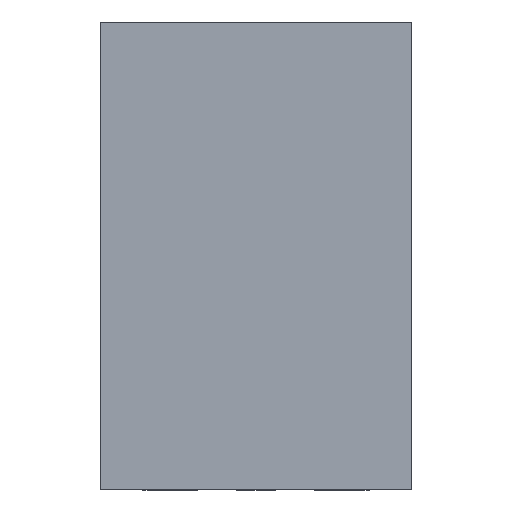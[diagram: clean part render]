
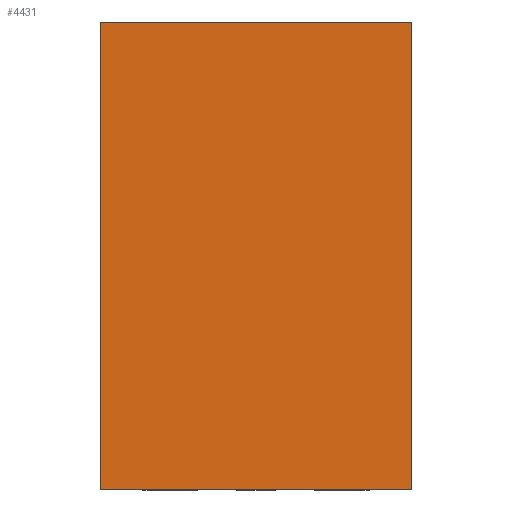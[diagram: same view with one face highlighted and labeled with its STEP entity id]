
A CAD part, top view. The second image highlights one B-rep face of the part: STEP entity #4431.
In plain terms, the highlighted face is planar.
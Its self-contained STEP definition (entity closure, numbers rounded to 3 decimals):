
#3405=DIRECTION('',(0.,0.,1.));
#3406=VECTOR('',#3405,3.);
#3407=CARTESIAN_POINT('',(-1.,0.975,-1.5));
#3408=LINE('',#3407,#3406);
#3412=DIRECTION('',(-1.,0.,0.));
#3413=VECTOR('',#3412,2.);
#3414=CARTESIAN_POINT('',(1.,0.975,-1.5));
#3415=LINE('',#3414,#3413);
#3419=DIRECTION('',(0.,0.,-1.));
#3420=VECTOR('',#3419,3.);
#3421=CARTESIAN_POINT('',(1.,0.975,1.5));
#3422=LINE('',#3421,#3420);
#3426=DIRECTION('',(1.,0.,0.));
#3427=VECTOR('',#3426,2.);
#3428=CARTESIAN_POINT('',(-1.,0.975,1.5));
#3429=LINE('',#3428,#3427);
#3832=CARTESIAN_POINT('',(-1.,0.975,-1.5));
#3833=CARTESIAN_POINT('',(-1.,0.975,1.5));
#3834=VERTEX_POINT('',#3832);
#3835=VERTEX_POINT('',#3833);
#3836=CARTESIAN_POINT('',(1.,0.975,1.5));
#3837=VERTEX_POINT('',#3836);
#3838=CARTESIAN_POINT('',(1.,0.975,-1.5));
#3839=VERTEX_POINT('',#3838);
#4420=CARTESIAN_POINT('',(0.,0.975,0.));
#4421=DIRECTION('',(0.,1.,0.));
#4422=DIRECTION('',(1.,0.,0.));
#4423=AXIS2_PLACEMENT_3D('',#4420,#4421,#4422);
#4424=PLANE('',#4423);
#4425=ORIENTED_EDGE('',*,*,#4296,.F.);
#4426=ORIENTED_EDGE('',*,*,#4345,.F.);
#4427=ORIENTED_EDGE('',*,*,#4379,.F.);
#4428=ORIENTED_EDGE('',*,*,#4261,.F.);
#4429=EDGE_LOOP('',(#4425,#4426,#4427,#4428));
#4430=FACE_OUTER_BOUND('',#4429,.F.);
#4431=ADVANCED_FACE('',(#4430),#4424,.T.);
#4261=EDGE_CURVE('',#3835,#3837,#3429,.T.);
#4296=EDGE_CURVE('',#3834,#3835,#3408,.T.);
#4345=EDGE_CURVE('',#3839,#3834,#3415,.T.);
#4379=EDGE_CURVE('',#3837,#3839,#3422,.T.);
